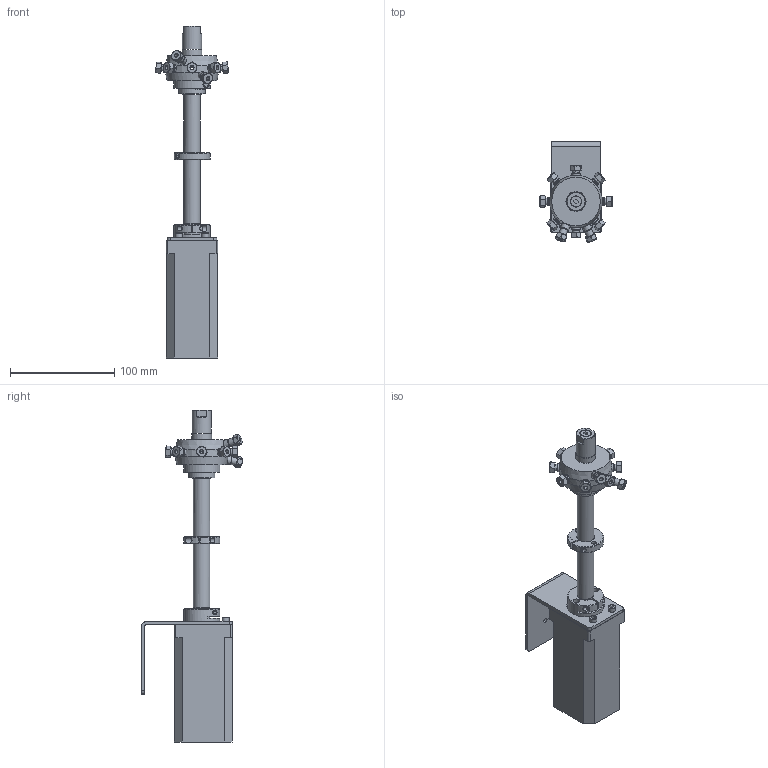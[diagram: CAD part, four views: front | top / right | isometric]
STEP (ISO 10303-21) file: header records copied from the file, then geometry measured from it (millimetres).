
FILE_DESCRIPTION((''),'2;1');
FILE_NAME('312379-EMT6SC8MW 8mpos valve 6 inch standoffelec actuated.stp','2013-08-27T08:51:45',('Franzp'),(''),'Autodesk Inventor 2013','Autodesk Inventor 2013','');
FILE_SCHEMA(('AUTOMOTIVE_DESIGN { 1 0 10303 214 1 1 1 1 }'));
Length unit declared in the file: millimetre
Products named in the file (5): 3223a79; 322379; 320401; 310517
Assembly tree (4 placements, depth 3):
  3223a79
    322379
    320401
      320401
      310517
Bounding box: 69.81 x 96.96 x 319.04 mm (x, y, z)
Volume: 4358 mm3; surface area: 87008.2 mm2
Topology: 2 solids, 60 shells, 298 faces, 930 edges, 653 vertices
Faces by surface type: plane 184, cylinder 82, cone 32
Full cylindrical faces by diameter (mm): 2.642 x1, 3.27 x2, 3.3 x8, 3.51 x2, 3.68 x1, 4.166 x1, 4.32 x4, 4.75 x1, 5.65 x2, 5.78 x1, 5.84 x1, 5.94 x3, 6.477 x8, 6.7 x2, 7 x2, 7.137 x2, 7.938 x10, 15.875 x1, 18.415 x1, 19.05 x2, 34.671 x1, 36.5 x1, 50.673 x1
Entity records: 10840 total; most frequent: CARTESIAN_POINT 2602, DIRECTION 1572, ORIENTED_EDGE 1292, EDGE_CURVE 821, VERTEX_POINT 627, AXIS2_PLACEMENT_3D 600, EDGE_LOOP 458, VECTOR 372
